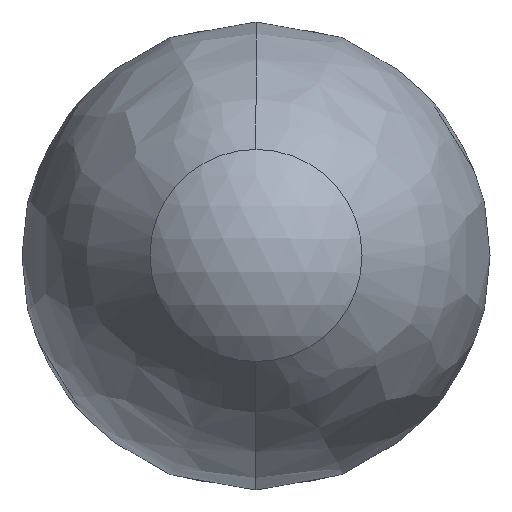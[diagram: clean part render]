
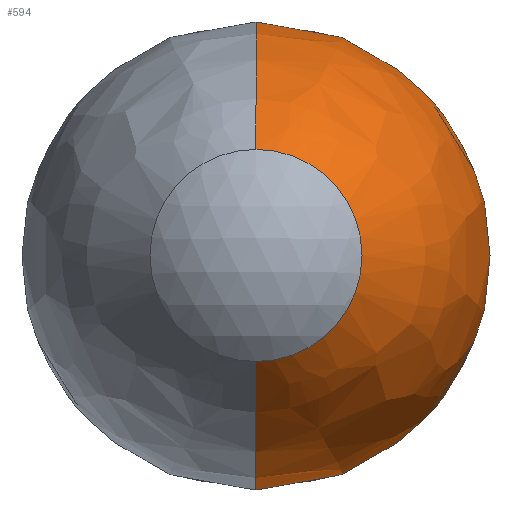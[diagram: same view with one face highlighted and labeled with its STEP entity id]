
A CAD part, top view. The second image highlights one B-rep face of the part: STEP entity #594.
In plain terms, the highlighted free-form (B-spline) face has degree [2, 2] with [3, 9] control points.
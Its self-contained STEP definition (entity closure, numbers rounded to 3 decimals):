
#521=CARTESIAN_POINT('',(0.,1.358,1.378));
#522=CARTESIAN_POINT('',(0.,3.621,4.415));
#523=CARTESIAN_POINT('',(0.,1.016,7.163));
#524=CARTESIAN_POINT('',(1.358,1.358,1.378));
#525=CARTESIAN_POINT('',(3.621,3.621,4.415));
#526=CARTESIAN_POINT('',(1.016,1.016,7.163));
#527=CARTESIAN_POINT('',(1.358,0.,1.378));
#528=CARTESIAN_POINT('',(3.621,0.,4.415));
#529=CARTESIAN_POINT('',(1.016,0.,7.163));
#530=CARTESIAN_POINT('',(1.358,-1.358,1.378));
#531=CARTESIAN_POINT('',(3.621,-3.621,4.415));
#532=CARTESIAN_POINT('',(1.016,-1.016,7.163));
#533=CARTESIAN_POINT('',(0.,-1.358,1.378));
#534=CARTESIAN_POINT('',(0.,-3.621,4.415));
#535=CARTESIAN_POINT('',(0.,-1.016,7.163));
#536=CARTESIAN_POINT('',(-1.358,-1.358,1.378));
#537=CARTESIAN_POINT('',(-3.621,-3.621,4.415));
#538=CARTESIAN_POINT('',(-1.016,-1.016,7.163));
#539=CARTESIAN_POINT('',(-1.358,0.,1.378));
#540=CARTESIAN_POINT('',(-3.621,0.,4.415));
#541=CARTESIAN_POINT('',(-1.016,0.,7.163));
#542=CARTESIAN_POINT('',(-1.358,1.358,1.378));
#543=CARTESIAN_POINT('',(-3.621,3.621,4.415));
#544=CARTESIAN_POINT('',(-1.016,1.016,7.163));
#545=CARTESIAN_POINT('',(0.,1.358,1.378));
#546=CARTESIAN_POINT('',(0.,3.621,4.415));
#547=CARTESIAN_POINT('',(0.,1.016,7.163));
#555=(BOUNDED_SURFACE()B_SPLINE_SURFACE(2,2,((#521,#524,#527,#530,#533,#536,#539,#542,#545),(#522,#525,#528,#531,#534,#537,#540,#543,#546),(#523,#526,#529,#532,#535,#538,#541,#544,#547)),.UNSPECIFIED.,.F.,.T.,.U.)B_SPLINE_SURFACE_WITH_KNOTS((3,3),(3,2,2,2,3),(-0.64,0.759),(0.0,1.571,3.142,4.712,6.283),.UNSPECIFIED.)GEOMETRIC_REPRESENTATION_ITEM()RATIONAL_B_SPLINE_SURFACE(((1.0,0.707,1.0,0.707,1.0,0.707,1.0,0.707,1.0),(0.765,0.541,0.765,0.541,0.765,0.541,0.765,0.541,0.765),(1.0,0.707,1.0,0.707,1.0,0.707,1.0,0.707,1.0)))REPRESENTATION_ITEM('')SURFACE());
#556=CARTESIAN_POINT('',(0.,-1.358,1.378));
#557=VERTEX_POINT('',#556);
#558=CARTESIAN_POINT('',(0.,-1.016,7.163));
#559=VERTEX_POINT('',#558);
#560=CARTESIAN_POINT('',(0.,2.25,4.068));
#561=DIRECTION('',(-1.0,0.0,0.0));
#562=DIRECTION('',(0.0,-1.0,0.0));
#563=AXIS2_PLACEMENT_3D('',#560,#561,#562);
#564=CIRCLE('',#563,4.5);
#565=EDGE_CURVE('',#557,#559,#564,.T.);
#566=ORIENTED_EDGE('',*,*,#565,.F.);
#567=CARTESIAN_POINT('',(0.,1.358,1.378));
#568=VERTEX_POINT('',#567);
#569=CARTESIAN_POINT('',(0.,0.,1.378));
#570=DIRECTION('',(0.0,0.0,1.0));
#571=DIRECTION('',(-1.0,0.0,0.0));
#572=AXIS2_PLACEMENT_3D('',#569,#570,#571);
#573=CIRCLE('',#572,1.358);
#574=EDGE_CURVE('',#557,#568,#573,.T.);
#575=ORIENTED_EDGE('',*,*,#574,.T.);
#576=CARTESIAN_POINT('',(0.,1.016,7.163));
#577=VERTEX_POINT('',#576);
#578=CARTESIAN_POINT('',(0.,-2.25,4.068));
#579=DIRECTION('',(-1.0,0.0,0.0));
#580=DIRECTION('',(0.0,1.0,0.0));
#581=AXIS2_PLACEMENT_3D('',#578,#579,#580);
#582=CIRCLE('',#581,4.5);
#583=EDGE_CURVE('',#577,#568,#582,.T.);
#584=ORIENTED_EDGE('',*,*,#583,.F.);
#585=CARTESIAN_POINT('',(0.,0.,7.163));
#586=DIRECTION('',(0.0,0.0,1.0));
#587=DIRECTION('',(-1.0,0.0,0.0));
#588=AXIS2_PLACEMENT_3D('',#585,#586,#587);
#589=CIRCLE('',#588,1.016);
#590=EDGE_CURVE('',#559,#577,#589,.T.);
#591=ORIENTED_EDGE('',*,*,#590,.F.);
#592=EDGE_LOOP('',(#566,#575,#584,#591));
#593=FACE_OUTER_BOUND('',#592,.T.);
#594=ADVANCED_FACE('',(#593),#555,.T.);
